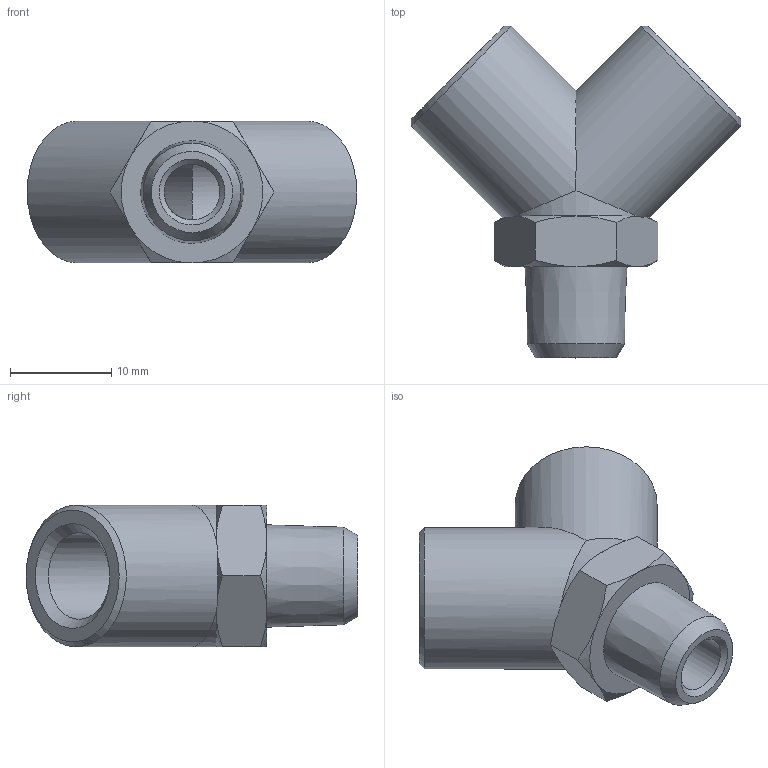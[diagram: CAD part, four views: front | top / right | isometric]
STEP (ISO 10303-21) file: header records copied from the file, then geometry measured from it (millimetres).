
FILE_DESCRIPTION (( 'STEP AP214' ), '1' );
FILE_NAME ('0600000010200A.STEP', '2013-08-07T15:01:16', ( 'ST01' ), ( '' ), 'SwSTEP 2.0', 'SolidWorks 2012', '' );
FILE_SCHEMA (( 'AUTOMOTIVE_DESIGN' ));
Length unit declared in the file: millimetre
Products named in the file (1): 0600000010200A
Bounding box: 32.53 x 32.76 x 14 mm (x, y, z)
Volume: 3931.9 mm3; surface area: 3062.1 mm2
Topology: 1 solids, 1 shells, 44 faces, 114 edges, 72 vertices
Faces by surface type: cone 19, plane 14, cylinder 11
Full cylindrical faces by diameter (mm): 5.5 x1, 8.566 x2, 14 x2
Entity records: 2558 total; most frequent: CARTESIAN_POINT 1646, ORIENTED_EDGE 204, DIRECTION 122, EDGE_CURVE 102, B_SPLINE_CURVE_WITH_KNOTS 81, VERTEX_POINT 72, EDGE_LOOP 60, AXIS2_PLACEMENT_3D 57
